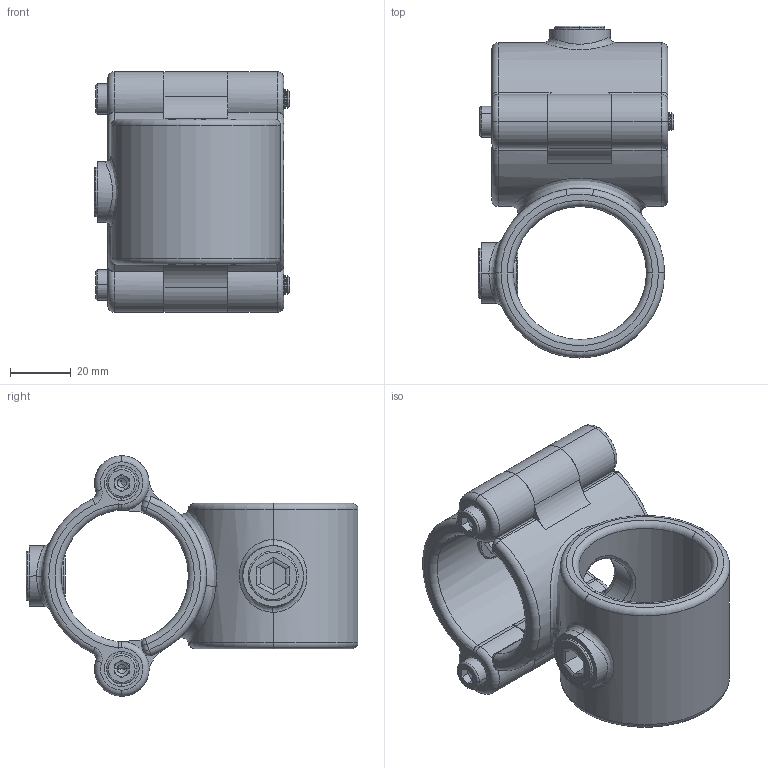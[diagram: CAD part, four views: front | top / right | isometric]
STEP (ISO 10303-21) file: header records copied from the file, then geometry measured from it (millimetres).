
FILE_DESCRIPTION (( 'STEP AP203' ), '1' );
FILE_NAME ('137-C42.step', '2015-09-17T16:19:43', ( '' ), ( '' ), 'SwSTEP 2.0', 'SolidWorks 2015', '' );
FILE_SCHEMA (( 'CONFIG_CONTROL_DESIGN' ));
Length unit declared in the file: millimetre
Products named in the file (5): 137-C42 Teil3; socket thin pilot cap screw_din_DIN 6912 - M6 x 60 --- 18S; 137-C42; 137-C42 Teil1; 137-C42 Teil2
Assembly tree (6 placements, depth 2):
  137-C42
    137-C42 Teil1
    137-C42 Teil2
    137-C42 Teil3  x2
    socket thin pilot cap screw_din_DIN 6912 - M6 x 60 --- 18S  x2
Bounding box: 64.5 x 109.59 x 79.4 mm (x, y, z)
Volume: 115493.4 mm3; surface area: 47490.7 mm2
Topology: 6 solids, 6 shells, 488 faces, 1214 edges, 735 vertices
Faces by surface type: cylinder 182, cone 156, plane 70, torus 58, bspline 12, sphere 10
Entity records: 13136 total; most frequent: CARTESIAN_POINT 4742, DIRECTION 1805, ORIENTED_EDGE 1588, EDGE_CURVE 794, AXIS2_PLACEMENT_3D 763, VERTEX_POINT 482, CIRCLE 443, EDGE_LOOP 348
